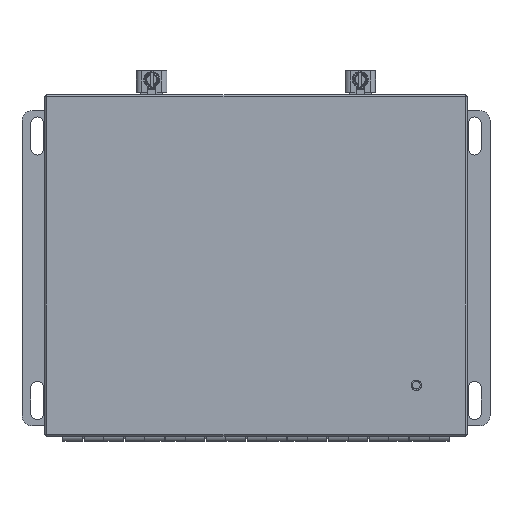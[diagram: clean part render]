
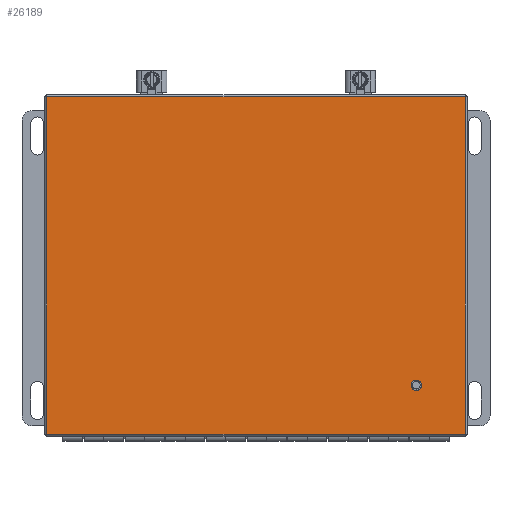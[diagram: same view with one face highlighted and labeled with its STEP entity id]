
A CAD part, top view. The second image highlights one B-rep face of the part: STEP entity #26189.
In plain terms, the highlighted planar face has unit normal (0, 0, 1).
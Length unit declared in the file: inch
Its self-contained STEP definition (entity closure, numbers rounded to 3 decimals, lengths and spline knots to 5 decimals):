
#3954 = ORIENTED_EDGE ( 'NONE', *, *, #23877, .T. ) ;
#4044 = CARTESIAN_POINT ( 'NONE',  ( -0.07471, -0.08498, 6.185 ) ) ;
#5367 = VECTOR ( 'NONE', #11281, 39.37008 ) ;
#10166 = EDGE_CURVE ( 'NONE', #62120, #70144, #19709, .T. ) ;
#11281 = DIRECTION ( 'NONE',  ( 0., 1., 0. ) ) ;
#13365 = FACE_OUTER_BOUND ( 'NONE', #64104, .T. ) ;
#15541 = VECTOR ( 'NONE', #26440, 39.37008 ) ;
#19709 = LINE ( 'NONE', #71379, #5367 ) ;
#19919 = CARTESIAN_POINT ( 'NONE',  ( 10.20029, -0.08498, 6.185 ) ) ;
#20556 = VECTOR ( 'NONE', #42864, 39.37008 ) ;
#23877 = EDGE_CURVE ( 'NONE', #46835, #49589, #51852, .T. ) ;
#25382 = DIRECTION ( 'NONE',  ( -1., 0., 0. ) ) ;
#26189 = ADVANCED_FACE ( 'NONE', ( #13365 ), #58897, .F. ) ;
#26440 = DIRECTION ( 'NONE',  ( 1., 0., 0. ) ) ;
#32232 = LINE ( 'NONE', #48235, #20556 ) ;
#32533 = EDGE_CURVE ( 'NONE', #70144, #46835, #32232, .T. ) ;
#42864 = DIRECTION ( 'NONE',  ( -1., 0., 0. ) ) ;
#44647 = CARTESIAN_POINT ( 'NONE',  ( -0.07471, 8.20002, 6.185 ) ) ;
#46438 = CARTESIAN_POINT ( 'NONE',  ( 10.20029, 8.20002, 6.185 ) ) ;
#46835 = VERTEX_POINT ( 'NONE', #44647 ) ;
#48083 = ORIENTED_EDGE ( 'NONE', *, *, #10166, .T. ) ;
#48235 = CARTESIAN_POINT ( 'NONE',  ( 10.20029, 8.20002, 6.185 ) ) ;
#49589 = VERTEX_POINT ( 'NONE', #61419 ) ;
#51852 = LINE ( 'NONE', #4044, #57919 ) ;
#51977 = ORIENTED_EDGE ( 'NONE', *, *, #32533, .T. ) ;
#56965 = EDGE_CURVE ( 'NONE', #49589, #62120, #63356, .T. ) ;
#57919 = VECTOR ( 'NONE', #71423, 39.37008 ) ;
#58187 = DIRECTION ( 'NONE',  ( 0., 0., -1. ) ) ;
#58897 = PLANE ( 'NONE',  #71223 ) ;
#59585 = CARTESIAN_POINT ( 'NONE',  ( 10.20029, -0.08498, 6.185 ) ) ;
#61419 = CARTESIAN_POINT ( 'NONE',  ( -0.07471, -0.08498, 6.185 ) ) ;
#62120 = VERTEX_POINT ( 'NONE', #65382 ) ;
#63356 = LINE ( 'NONE', #59585, #15541 ) ;
#64104 = EDGE_LOOP ( 'NONE', ( #3954, #68355, #48083, #51977 ) ) ;
#65382 = CARTESIAN_POINT ( 'NONE',  ( 10.20029, -0.08498, 6.185 ) ) ;
#68355 = ORIENTED_EDGE ( 'NONE', *, *, #56965, .T. ) ;
#70144 = VERTEX_POINT ( 'NONE', #46438 ) ;
#71223 = AXIS2_PLACEMENT_3D ( 'NONE', #19919, #58187, #25382 ) ;
#71379 = CARTESIAN_POINT ( 'NONE',  ( 10.20029, -0.08498, 6.185 ) ) ;
#71423 = DIRECTION ( 'NONE',  ( 0., -1., 0. ) ) ;
